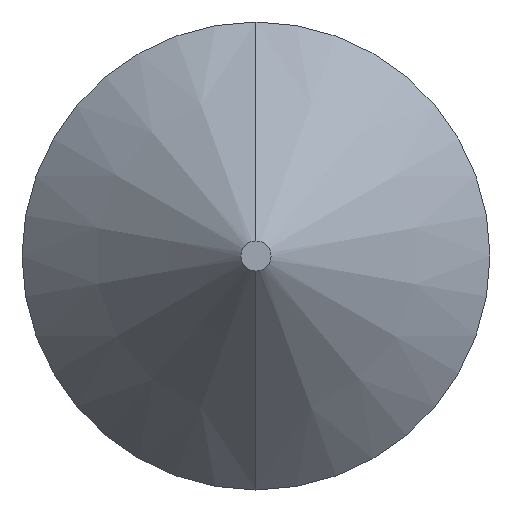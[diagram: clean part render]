
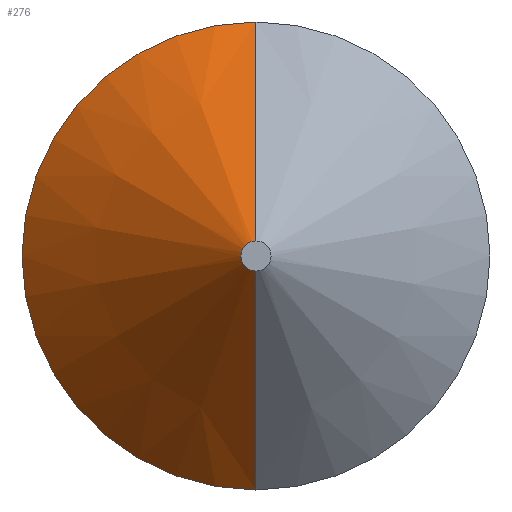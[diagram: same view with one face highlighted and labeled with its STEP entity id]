
A CAD part, left-side view. The second image highlights one B-rep face of the part: STEP entity #276.
In plain terms, the highlighted conical face has half-angle 45 degrees and reference radius 0.051 mm.
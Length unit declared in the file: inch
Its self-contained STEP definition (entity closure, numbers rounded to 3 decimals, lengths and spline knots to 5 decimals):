
#39 = CARTESIAN_POINT ( 'NONE',  ( -0.31, 0., 0.002 ) ) ;
#46 = CARTESIAN_POINT ( 'NONE',  ( -0.28115, 0., -0.03085 ) ) ;
#55 = LINE ( 'NONE', #39, #720 ) ;
#63 = DIRECTION ( 'NONE',  ( 0.707, 0., -0.707 ) ) ;
#64 = DIRECTION ( 'NONE',  ( 0.707, 0., 0.707 ) ) ;
#73 = CARTESIAN_POINT ( 'NONE',  ( -0.31, 0., 0.002 ) ) ;
#75 = AXIS2_PLACEMENT_3D ( 'NONE', #253, #686, #175 ) ;
#89 = EDGE_CURVE ( 'NONE', #316, #257, #55, .T. ) ;
#92 = CARTESIAN_POINT ( 'NONE',  ( -0.31, 0., -0.002 ) ) ;
#109 = AXIS2_PLACEMENT_3D ( 'NONE', #551, #555, #691 ) ;
#175 = DIRECTION ( 'NONE',  ( 0., 0., 1. ) ) ;
#253 = CARTESIAN_POINT ( 'NONE',  ( -0.28115, 0., 0. ) ) ;
#257 = VERTEX_POINT ( 'NONE', #514 ) ;
#262 = FACE_OUTER_BOUND ( 'NONE', #852, .T. ) ;
#276 = ADVANCED_FACE ( 'NONE', ( #262 ), #865, .T. ) ;
#316 = VERTEX_POINT ( 'NONE', #73 ) ;
#396 = LINE ( 'NONE', #92, #856 ) ;
#409 = VERTEX_POINT ( 'NONE', #46 ) ;
#479 = EDGE_CURVE ( 'NONE', #559, #409, #396, .T. ) ;
#514 = CARTESIAN_POINT ( 'NONE',  ( -0.28115, 0., 0.03085 ) ) ;
#551 = CARTESIAN_POINT ( 'NONE',  ( -0.31, 0., 0. ) ) ;
#555 = DIRECTION ( 'NONE',  ( -1., 0., 0. ) ) ;
#559 = VERTEX_POINT ( 'NONE', #578 ) ;
#578 = CARTESIAN_POINT ( 'NONE',  ( -0.31, 0., -0.002 ) ) ;
#579 = EDGE_CURVE ( 'NONE', #316, #559, #648, .T. ) ;
#597 = ORIENTED_EDGE ( 'NONE', *, *, #479, .F. ) ;
#600 = EDGE_CURVE ( 'NONE', #257, #409, #761, .T. ) ;
#613 = ORIENTED_EDGE ( 'NONE', *, *, #600, .T. ) ;
#619 = DIRECTION ( 'NONE',  ( 0., 0., -1. ) ) ;
#648 = CIRCLE ( 'NONE', #109, 0.002 ) ;
#656 = ORIENTED_EDGE ( 'NONE', *, *, #89, .T. ) ;
#661 = ORIENTED_EDGE ( 'NONE', *, *, #579, .F. ) ;
#686 = DIRECTION ( 'NONE',  ( -1., 0., 0. ) ) ;
#690 = CARTESIAN_POINT ( 'NONE',  ( -0.31, 0., 0. ) ) ;
#691 = DIRECTION ( 'NONE',  ( 0., 0., 1. ) ) ;
#720 = VECTOR ( 'NONE', #64, 39.37008 ) ;
#761 = CIRCLE ( 'NONE', #75, 0.03085 ) ;
#781 = DIRECTION ( 'NONE',  ( 1., 0., 0. ) ) ;
#827 = AXIS2_PLACEMENT_3D ( 'NONE', #690, #781, #619 ) ;
#852 = EDGE_LOOP ( 'NONE', ( #661, #656, #613, #597 ) ) ;
#856 = VECTOR ( 'NONE', #63, 39.37008 ) ;
#865 = CONICAL_SURFACE ( 'NONE', #827, 0.002, 0.785 ) ;
